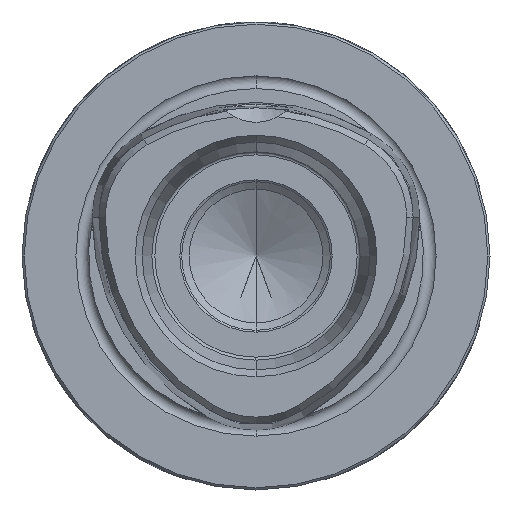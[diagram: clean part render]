
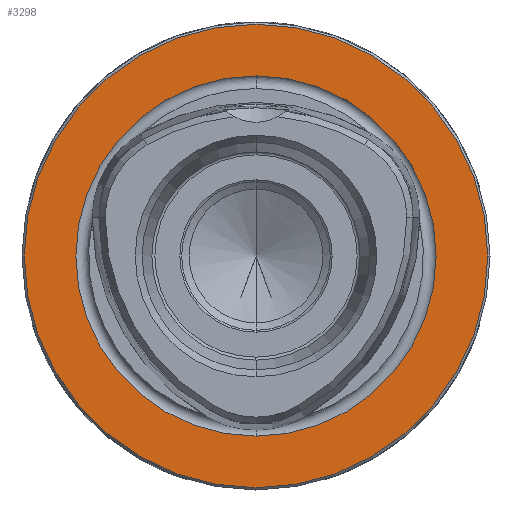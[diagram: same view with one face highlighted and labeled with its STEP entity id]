
A CAD part, front view. The second image highlights one B-rep face of the part: STEP entity #3298.
In plain terms, the highlighted planar face has unit normal (0, -1, 0).
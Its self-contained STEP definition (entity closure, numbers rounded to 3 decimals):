
#1177=CARTESIAN_POINT('',(0.,0.,
0.));
#1178=DIRECTION('',(0.,-1.,0.));
#1179=DIRECTION('',(1.,0.,0.));
#1180=AXIS2_PLACEMENT_3D('',#1177,#1178,#1179);
#1182=CARTESIAN_POINT('',(0.,0.,
0.));
#1183=DIRECTION('',(0.,-1.,0.));
#1184=DIRECTION('',(-1.,0.,0.));
#1185=AXIS2_PLACEMENT_3D('',#1182,#1183,#1184);
#1187=CARTESIAN_POINT('',(0.,0.,0.));
#1188=DIRECTION('',(0.,-1.,0.));
#1189=DIRECTION('',(0.,0.,-1.));
#1190=AXIS2_PLACEMENT_3D('',#1187,#1188,#1189);
#1192=CARTESIAN_POINT('',(0.,0.,0.));
#1193=DIRECTION('',(0.,-1.,0.));
#1194=DIRECTION('',(0.,0.,1.));
#1195=AXIS2_PLACEMENT_3D('',#1192,#1193,#1194);
#1963=CARTESIAN_POINT('',(31.2,0.,
0.));
#1964=CARTESIAN_POINT('',(-31.2,0.,0.));
#1965=VERTEX_POINT('',#1963);
#1966=VERTEX_POINT('',#1964);
#1971=CARTESIAN_POINT('',(0.,0.,-24.25));
#1972=CARTESIAN_POINT('',(0.,0.,24.25));
#1973=VERTEX_POINT('',#1971);
#1974=VERTEX_POINT('',#1972);
#3283=CARTESIAN_POINT('',(0.,0.,0.));
#3284=DIRECTION('',(0.,-1.,0.));
#3285=DIRECTION('',(-1.,0.,0.));
#3286=AXIS2_PLACEMENT_3D('',#3283,#3284,#3285);
#3287=PLANE('',#3286);
#3289=ORIENTED_EDGE('',*,*,#3288,.F.);
#3291=ORIENTED_EDGE('',*,*,#3290,.F.);
#3292=EDGE_LOOP('',(#3289,#3291));
#3293=FACE_OUTER_BOUND('',#3292,.F.);
#3294=ORIENTED_EDGE('',*,*,#2446,.T.);
#3295=ORIENTED_EDGE('',*,*,#2311,.T.);
#3296=EDGE_LOOP('',(#3294,#3295));
#3297=FACE_BOUND('',#3296,.F.);
#3298=ADVANCED_FACE('',(#3293,#3297),#3287,.T.);
#1181=CIRCLE('',#1180,31.2);
#1186=CIRCLE('',#1185,31.2);
#1191=CIRCLE('',#1190,24.25);
#1196=CIRCLE('',#1195,24.25);
#2311=EDGE_CURVE('',#1974,#1973,#1196,.T.);
#2446=EDGE_CURVE('',#1973,#1974,#1191,.T.);
#3288=EDGE_CURVE('',#1965,#1966,#1181,.T.);
#3290=EDGE_CURVE('',#1966,#1965,#1186,.T.);
